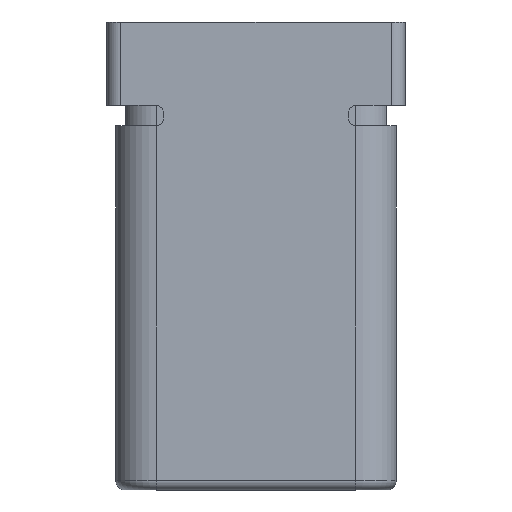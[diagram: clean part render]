
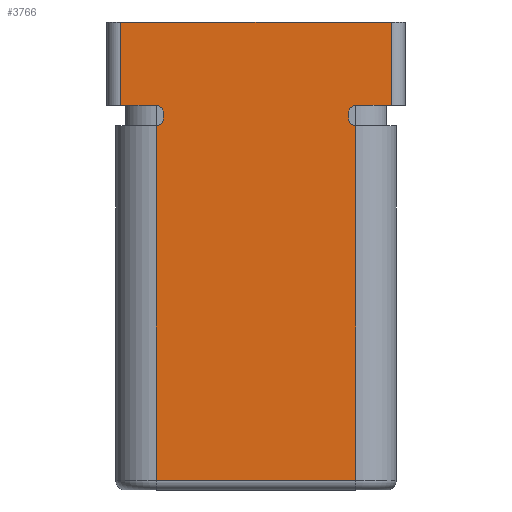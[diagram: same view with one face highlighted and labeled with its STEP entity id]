
A CAD part, top view. The second image highlights one B-rep face of the part: STEP entity #3766.
In plain terms, the highlighted planar face has unit normal (0, 0, 1).
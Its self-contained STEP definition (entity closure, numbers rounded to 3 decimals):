
#32=PLANE('',#3999);
#236=FACE_OUTER_BOUND('',#439,.T.);
#439=EDGE_LOOP('',(#2534,#2535,#2536,#2537,#2538,#2539,#2540,#2541,#2542,
#2543,#2544,#2545,#2546,#2547));
#654=LINE('',#5298,#1108);
#663=LINE('',#5321,#1117);
#664=LINE('',#5323,#1118);
#666=LINE('',#5327,#1120);
#667=LINE('',#5331,#1121);
#668=LINE('',#5335,#1122);
#669=LINE('',#5337,#1123);
#670=LINE('',#5339,#1124);
#671=LINE('',#5341,#1125);
#672=LINE('',#5343,#1126);
#1108=VECTOR('',#4294,1000.);
#1117=VECTOR('',#4313,1000.);
#1118=VECTOR('',#4316,1000.);
#1120=VECTOR('',#4322,1000.);
#1121=VECTOR('',#4325,1000.);
#1122=VECTOR('',#4328,1000.);
#1123=VECTOR('',#4329,1000.);
#1124=VECTOR('',#4330,1000.);
#1125=VECTOR('',#4331,1000.);
#1126=VECTOR('',#4332,1000.);
#1571=CIRCLE('',#4000,0.2);
#1572=CIRCLE('',#4001,0.2);
#1573=CIRCLE('',#4002,0.2);
#1574=CIRCLE('',#4003,0.2);
#1640=VERTEX_POINT('',#5288);
#1643=VERTEX_POINT('',#5295);
#1644=VERTEX_POINT('',#5297);
#1648=VERTEX_POINT('',#5308);
#1651=VERTEX_POINT('',#5315);
#1653=VERTEX_POINT('',#5319);
#1654=VERTEX_POINT('',#5328);
#1655=VERTEX_POINT('',#5330);
#1656=VERTEX_POINT('',#5332);
#1657=VERTEX_POINT('',#5334);
#1658=VERTEX_POINT('',#5336);
#1659=VERTEX_POINT('',#5338);
#1660=VERTEX_POINT('',#5340);
#1661=VERTEX_POINT('',#5342);
#1986=EDGE_CURVE('',#1643,#1644,#654,.T.);
#1998=EDGE_CURVE('',#1651,#1653,#663,.T.);
#1999=EDGE_CURVE('',#1640,#1648,#664,.T.);
#2001=EDGE_CURVE('',#1644,#1653,#1571,.T.);
#2002=EDGE_CURVE('',#1643,#1640,#666,.T.);
#2003=EDGE_CURVE('',#1648,#1654,#1572,.T.);
#2004=EDGE_CURVE('',#1654,#1655,#667,.T.);
#2005=EDGE_CURVE('',#1655,#1656,#1573,.T.);
#2006=EDGE_CURVE('',#1656,#1657,#668,.T.);
#2007=EDGE_CURVE('',#1658,#1657,#669,.T.);
#2008=EDGE_CURVE('',#1659,#1658,#670,.T.);
#2009=EDGE_CURVE('',#1659,#1660,#671,.T.);
#2010=EDGE_CURVE('',#1661,#1660,#672,.T.);
#2011=EDGE_CURVE('',#1651,#1661,#1574,.T.);
#2534=ORIENTED_EDGE('',*,*,#2001,.F.);
#2535=ORIENTED_EDGE('',*,*,#1986,.F.);
#2536=ORIENTED_EDGE('',*,*,#2002,.T.);
#2537=ORIENTED_EDGE('',*,*,#1999,.T.);
#2538=ORIENTED_EDGE('',*,*,#2003,.T.);
#2539=ORIENTED_EDGE('',*,*,#2004,.T.);
#2540=ORIENTED_EDGE('',*,*,#2005,.T.);
#2541=ORIENTED_EDGE('',*,*,#2006,.T.);
#2542=ORIENTED_EDGE('',*,*,#2007,.F.);
#2543=ORIENTED_EDGE('',*,*,#2008,.F.);
#2544=ORIENTED_EDGE('',*,*,#2009,.T.);
#2545=ORIENTED_EDGE('',*,*,#2010,.F.);
#2546=ORIENTED_EDGE('',*,*,#2011,.F.);
#2547=ORIENTED_EDGE('',*,*,#1998,.T.);
#3766=ADVANCED_FACE('',(#236),#32,.F.);
#3999=AXIS2_PLACEMENT_3D('',#5325,#4318,#4319);
#4000=AXIS2_PLACEMENT_3D('',#5326,#4320,#4321);
#4001=AXIS2_PLACEMENT_3D('',#5329,#4323,#4324);
#4002=AXIS2_PLACEMENT_3D('',#5333,#4326,#4327);
#4003=AXIS2_PLACEMENT_3D('',#5344,#4333,#4334);
#4294=DIRECTION('',(0.,1.,0.));
#4313=DIRECTION('',(0.,-1.,0.));
#4316=DIRECTION('',(0.,1.,0.));
#4318=DIRECTION('center_axis',(0.,0.,-1.));
#4319=DIRECTION('ref_axis',(0.,1.,0.));
#4320=DIRECTION('center_axis',(0.,0.,1.));
#4321=DIRECTION('ref_axis',(0.,1.,0.));
#4322=DIRECTION('',(1.,0.,0.));
#4323=DIRECTION('center_axis',(0.,0.,-1.));
#4324=DIRECTION('ref_axis',(0.,1.,0.));
#4325=DIRECTION('',(0.,1.,0.));
#4326=DIRECTION('center_axis',(0.,0.,-1.));
#4327=DIRECTION('ref_axis',(0.,1.,0.));
#4328=DIRECTION('',(1.,0.,0.));
#4329=DIRECTION('',(0.,-1.,0.));
#4330=DIRECTION('',(1.,0.,0.));
#4331=DIRECTION('',(0.,-1.,0.));
#4332=DIRECTION('',(-1.,0.,0.));
#4333=DIRECTION('center_axis',(0.,0.,1.));
#4334=DIRECTION('ref_axis',(0.,1.,0.));
#5288=CARTESIAN_POINT('',(2.925,-10.4,1.2));
#5295=CARTESIAN_POINT('',(-2.925,-10.4,1.2));
#5297=CARTESIAN_POINT('',(-2.925,0.,1.2));
#5298=CARTESIAN_POINT('',(-2.925,-10.7,1.2));
#5308=CARTESIAN_POINT('',(2.925,0.,1.2));
#5315=CARTESIAN_POINT('',(-2.725,0.4,1.2));
#5319=CARTESIAN_POINT('',(-2.725,0.2,1.2));
#5321=CARTESIAN_POINT('',(-2.725,0.,1.2));
#5323=CARTESIAN_POINT('',(2.925,-10.7,1.2));
#5325=CARTESIAN_POINT('Origin',(-2.925,-10.7,1.2));
#5326=CARTESIAN_POINT('Origin',(-2.925,0.2,1.2));
#5327=CARTESIAN_POINT('',(2.925,-10.4,1.2));
#5328=CARTESIAN_POINT('',(2.725,0.2,1.2));
#5329=CARTESIAN_POINT('Origin',(2.925,0.2,1.2));
#5330=CARTESIAN_POINT('',(2.725,0.4,1.2));
#5331=CARTESIAN_POINT('',(2.725,0.,1.2));
#5332=CARTESIAN_POINT('',(2.925,0.6,1.2));
#5333=CARTESIAN_POINT('Origin',(2.925,0.4,1.2));
#5334=CARTESIAN_POINT('',(3.975,0.6,1.2));
#5335=CARTESIAN_POINT('',(0.,0.6,1.2));
#5336=CARTESIAN_POINT('',(3.975,3.05,1.2));
#5337=CARTESIAN_POINT('',(3.975,3.05,1.2));
#5338=CARTESIAN_POINT('',(-3.975,3.05,1.2));
#5339=CARTESIAN_POINT('',(0.,3.05,1.2));
#5340=CARTESIAN_POINT('',(-3.975,0.6,1.2));
#5341=CARTESIAN_POINT('',(-3.975,3.05,1.2));
#5342=CARTESIAN_POINT('',(-2.925,0.6,1.2));
#5343=CARTESIAN_POINT('',(0.,0.6,1.2));
#5344=CARTESIAN_POINT('Origin',(-2.925,0.4,1.2));
